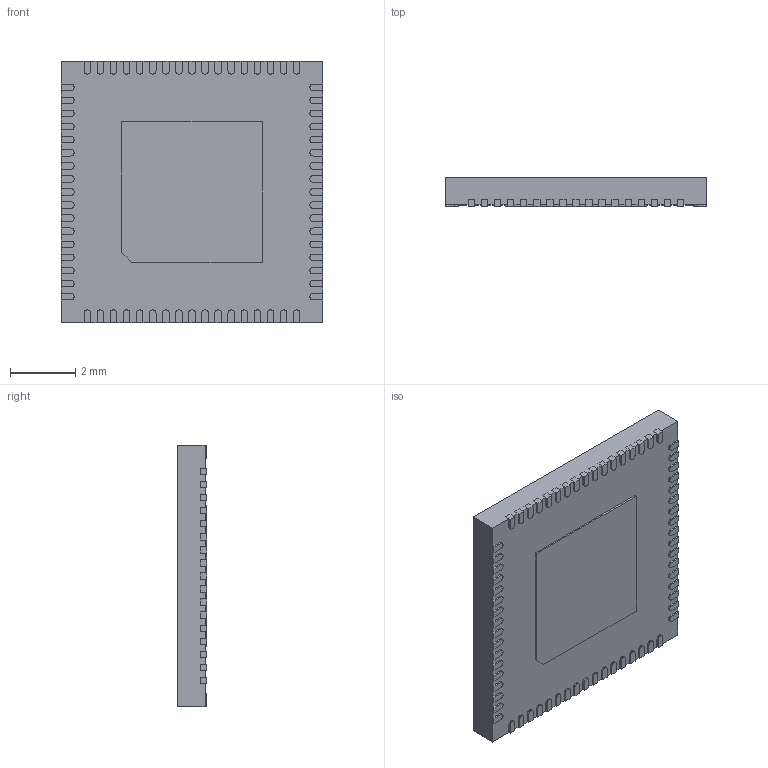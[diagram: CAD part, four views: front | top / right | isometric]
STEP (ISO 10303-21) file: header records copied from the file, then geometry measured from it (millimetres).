
FILE_DESCRIPTION (( 'STEP AP214' ), '1' );
FILE_NAME ('FT4232HPQ-TRAY.STEP', '2025-11-18T19:15:20', ( '' ), ( '' ), 'SwSTEP 2.0', 'SolidWorks 2021', '' );
FILE_SCHEMA (( 'AUTOMOTIVE_DESIGN' ));
Length unit declared in the file: millimetre
Products named in the file (1): FT4232HPQ-TRAY
Bounding box: 8 x 0.9 x 8 mm (x, y, z)
Volume: 55.6 mm3; surface area: 232 mm2
Topology: 71 solids, 71 shells, 740 faces, 1788 edges, 1192 vertices
Faces by surface type: plane 566, cylinder 174
Entity records: 22124 total; most frequent: CARTESIAN_POINT 3721, DIRECTION 3618, ORIENTED_EDGE 3576, EDGE_CURVE 1788, LINE 1440, VECTOR 1440, VERTEX_POINT 1192, AXIS2_PLACEMENT_3D 1089
